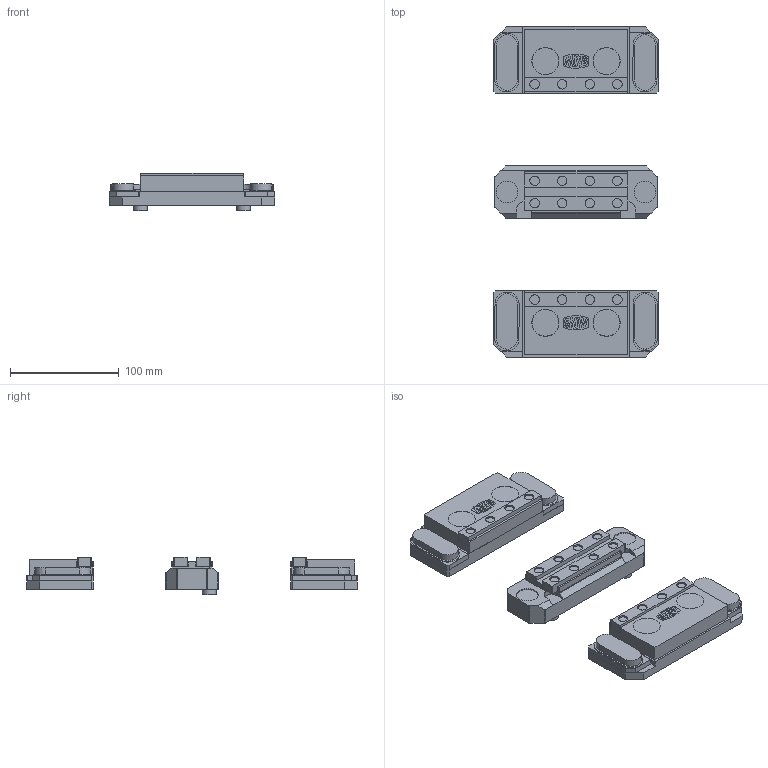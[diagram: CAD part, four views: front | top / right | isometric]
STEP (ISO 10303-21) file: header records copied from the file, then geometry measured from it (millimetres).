
FILE_DESCRIPTION(/* description */ (''),/* implementation_level */ '2;1');
FILE_NAME(/* name */ 'Gen3 Dual Station INCH.step',/* time_stamp */ '2024-01-15T15:38:02-05:00',/* author */ (''),/* organization */ (''),/* preprocessor_version */ 'ST-DEVELOPER v20',/* originating_system */ 'Autodesk Translation Framework v12.14.0.127',/* authorisation */ '');
FILE_SCHEMA (('AUTOMOTIVE_DESIGN { 1 0 10303 214 3 1 1 }'));
Length unit declared in the file: inch
Products named in the file (14): Op2 Offset 90 Degrees; Op1; Gen3 Mod Vise (1/2"); Adjustable Side; Top Jaw; Jaw Hardware Op1; Part Container; [B1169] Dual Station Fixed Base (Gen3 inch) v3; Gen3 Mod Vise (1/2")_1; Adjustable Side_1; Adjustable Side Base; Top Jaw_1; Jaw; Insert Bar
Assembly tree (18 placements, depth 6):
  Op2 Offset 90 Degrees
    Op1
      Gen3 Mod Vise (1/2")
        Adjustable Side
          Adjustable Side Base
          Top Jaw
            Jaw
      Jaw Hardware Op1
        Insert Bar  x2
    Part Container
    [B1169] Dual Station Fixed Base (Gen3 inch) v3
    Insert Bar  x2
    Gen3 Mod Vise (1/2")_1
      Adjustable Side_1
        Adjustable Side Base
        Top Jaw_1
          Jaw
Bounding box: 152.15 x 304.28 x 34.61 mm (x, y, z)
Volume: 562069.9 mm3; surface area: 132629 mm2
Topology: 11 solids, 11 shells, 616 faces, 1584 edges, 1052 vertices
Faces by surface type: plane 294, bspline 162, cylinder 148, cone 12
Full cylindrical faces by diameter (mm): 4.234 x16, 5.254 x16, 8.738 x16, 10.274 x4, 12 x4, 12.7 x2, 19.939 x2
Entity records: 12509 total; most frequent: CARTESIAN_POINT 4365, ORIENTED_EDGE 1712, DIRECTION 1430, EDGE_CURVE 856, VERTEX_POINT 572, LINE 516, VECTOR 516, AXIS2_PLACEMENT_3D 457
